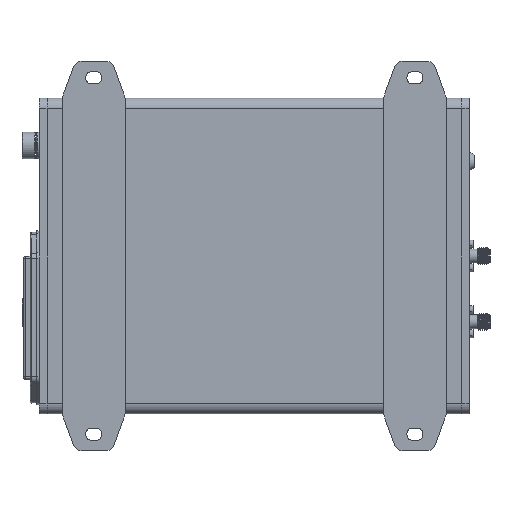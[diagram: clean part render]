
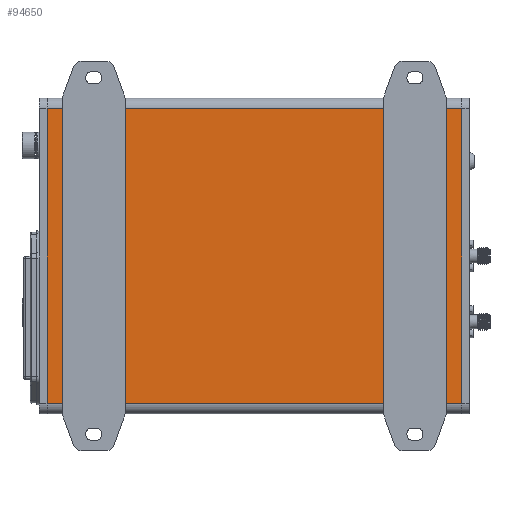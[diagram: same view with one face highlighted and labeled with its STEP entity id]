
A CAD part, front view. The second image highlights one B-rep face of the part: STEP entity #94650.
In plain terms, the highlighted planar face has unit normal (0, -1, 0).
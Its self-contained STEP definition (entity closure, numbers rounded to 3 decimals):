
#1711 = VERTEX_POINT ( 'NONE', #60463 ) ;
#2419 = CARTESIAN_POINT ( 'NONE',  ( 78.75, 0., 56. ) ) ;
#3121 = LINE ( 'NONE', #75540, #96181 ) ;
#4137 = VECTOR ( 'NONE', #84388, 1000. ) ;
#10675 = VERTEX_POINT ( 'NONE', #34879 ) ;
#15617 = FACE_OUTER_BOUND ( 'NONE', #24845, .T. ) ;
#19486 = DIRECTION ( 'NONE',  ( 0., 0., -1. ) ) ;
#21039 = VECTOR ( 'NONE', #33677, 1000. ) ;
#21661 = ORIENTED_EDGE ( 'NONE', *, *, #87525, .F. ) ;
#23992 = VERTEX_POINT ( 'NONE', #35749 ) ;
#24845 = EDGE_LOOP ( 'NONE', ( #21661, #83381, #73206, #30680 ) ) ;
#30680 = ORIENTED_EDGE ( 'NONE', *, *, #103385, .T. ) ;
#33677 = DIRECTION ( 'NONE',  ( 0., 0., -1. ) ) ;
#34879 = CARTESIAN_POINT ( 'NONE',  ( 78.75, 0., -56. ) ) ;
#35749 = CARTESIAN_POINT ( 'NONE',  ( -78.75, 0., -56. ) ) ;
#39647 = VERTEX_POINT ( 'NONE', #92629 ) ;
#42546 = EDGE_CURVE ( 'NONE', #1711, #39647, #43080, .T. ) ;
#43080 = LINE ( 'NONE', #2419, #4137 ) ;
#47750 = CARTESIAN_POINT ( 'NONE',  ( 78.75, 0., -56. ) ) ;
#60463 = CARTESIAN_POINT ( 'NONE',  ( 78.75, 0., 56. ) ) ;
#62435 = VECTOR ( 'NONE', #103858, 1000. ) ;
#63107 = LINE ( 'NONE', #47750, #62435 ) ;
#66449 = CARTESIAN_POINT ( 'NONE',  ( 78.75, 0., 60. ) ) ;
#73206 = ORIENTED_EDGE ( 'NONE', *, *, #92156, .T. ) ;
#75540 = CARTESIAN_POINT ( 'NONE',  ( -78.75, 0., 60. ) ) ;
#80667 = DIRECTION ( 'NONE',  ( 0., 0., 1. ) ) ;
#83381 = ORIENTED_EDGE ( 'NONE', *, *, #42546, .T. ) ;
#84388 = DIRECTION ( 'NONE',  ( -1., 0., 0. ) ) ;
#86546 = CARTESIAN_POINT ( 'NONE',  ( 78.75, 0., 60. ) ) ;
#87525 = EDGE_CURVE ( 'NONE', #1711, #10675, #98233, .T. ) ;
#92156 = EDGE_CURVE ( 'NONE', #39647, #23992, #3121, .T. ) ;
#92629 = CARTESIAN_POINT ( 'NONE',  ( -78.75, 0., 56. ) ) ;
#94650 = ADVANCED_FACE ( 'NONE', ( #15617 ), #94986, .F. ) ;
#94986 = PLANE ( 'NONE',  #97505 ) ;
#96181 = VECTOR ( 'NONE', #19486, 1000. ) ;
#97505 = AXIS2_PLACEMENT_3D ( 'NONE', #86546, #103973, #80667 ) ;
#98233 = LINE ( 'NONE', #66449, #21039 ) ;
#103385 = EDGE_CURVE ( 'NONE', #23992, #10675, #63107, .T. ) ;
#103858 = DIRECTION ( 'NONE',  ( 1., 0., 0. ) ) ;
#103973 = DIRECTION ( 'NONE',  ( 0., 1., 0. ) ) ;
